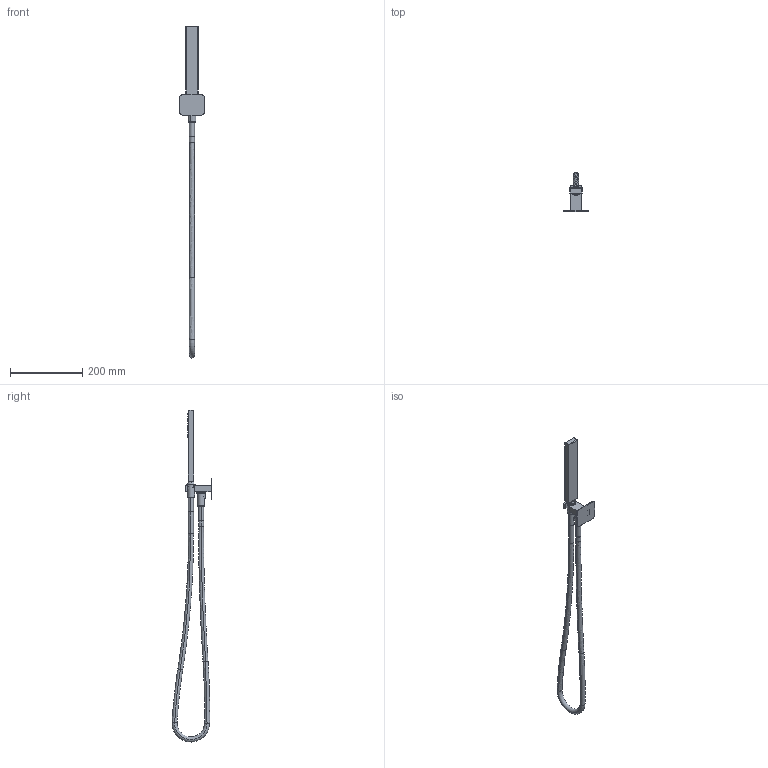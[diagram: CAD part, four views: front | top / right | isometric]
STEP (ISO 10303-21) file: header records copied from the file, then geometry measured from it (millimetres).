
FILE_DESCRIPTION(('CATIA V5 STEP Exchange'),'2;1');
FILE_NAME('DS01880 speciale doccia moonshower.stp','2018-03-28T15:20:12+00:00',('none'),('none'),'Version 5-6 Release 2013','CATIA V5 STEP AP203','none');
FILE_SCHEMA(('CONFIG_CONTROL_DESIGN'));
Length unit declared in the file: millimetre
Products named in the file (1): PR.0301.12_AllCATPart
Bounding box: 70 x 110.38 x 920.38 mm (x, y, z)
Volume: 325607.6 mm3; surface area: 124999.3 mm2
Topology: 3 solids, 4 shells, 683 faces, 1680 edges, 1107 vertices
Faces by surface type: plane 491, cylinder 152, bspline 12, cone 11, torus 9, sphere 8
Entity records: 22392 total; most frequent: CARTESIAN_POINT 6274, ORIENTED_EDGE 3360, DIRECTION 2906, EDGE_CURVE 1680, VECTOR 1292, LINE 1292, VERTEX_POINT 1107, AXIS2_PLACEMENT_3D 971
